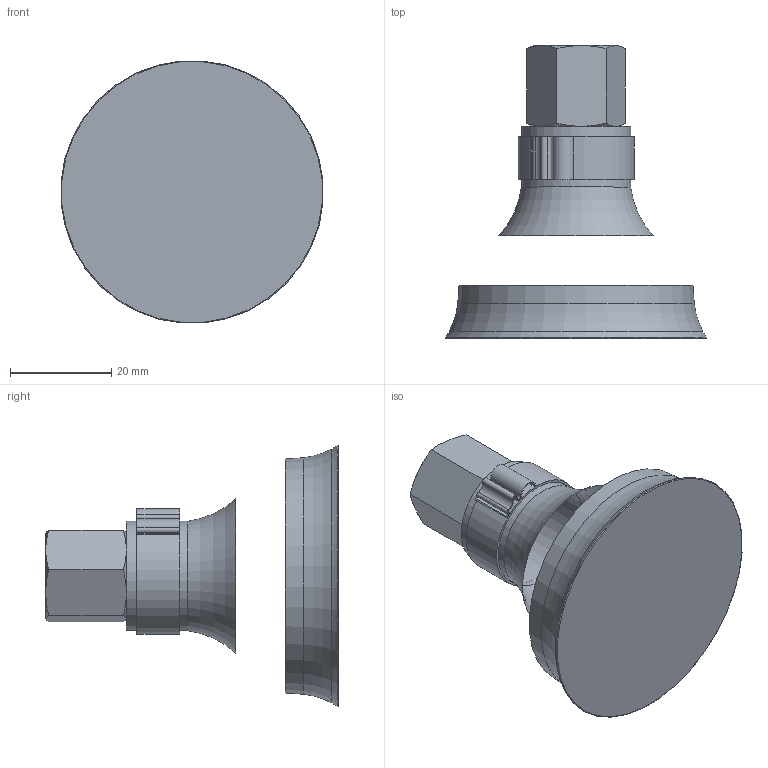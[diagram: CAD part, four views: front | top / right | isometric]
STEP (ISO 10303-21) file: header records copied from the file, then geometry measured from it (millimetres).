
FILE_DESCRIPTION(/* description */ (''),/* implementation_level */ '2;1');
FILE_NAME(/* name */ 'v52sb_rac7r1-4h_pcabrcobra20.stp',/* time_stamp */ '2020-11-26T10:57:50+01:00',/* author */ ('enginyeria'),/* organization */ (''),/* preprocessor_version */ 'ST-DEVELOPER v17.2',/* originating_system */ 'Autodesk Inventor 2019',/* authorisation */ '');
FILE_SCHEMA (('CONFIG_CONTROL_DESIGN'));
Length unit declared in the file: millimetre
Products named in the file (1): Pieza25
Bounding box: 51.83 x 57.92 x 51.83 mm (x, y, z)
Volume: 42272 mm3; surface area: 10487.3 mm2
Topology: 2 solids, 3 shells, 57 faces, 148 edges, 95 vertices
Faces by surface type: plane 18, cylinder 18, cone 17, torus 4
Full cylindrical faces by diameter (mm): 6 x1, 13 x1, 21.7 x1, 22 x1
Entity records: 1862 total; most frequent: CARTESIAN_POINT 347, DIRECTION 313, ORIENTED_EDGE 292, EDGE_CURVE 146, AXIS2_PLACEMENT_3D 133, VERTEX_POINT 95, CIRCLE 75, EDGE_LOOP 61
